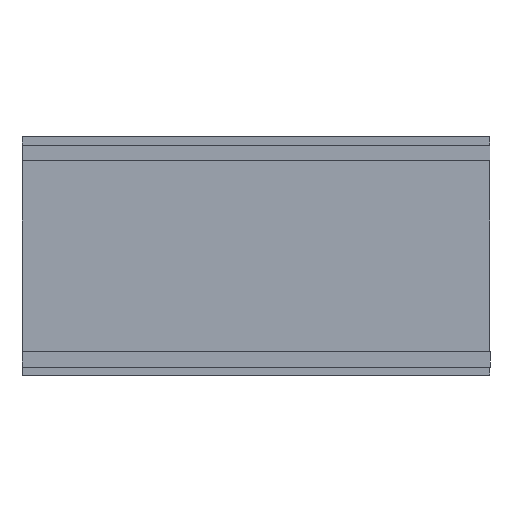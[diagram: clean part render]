
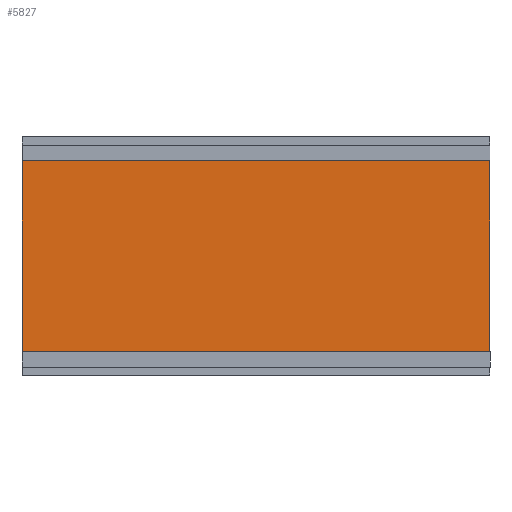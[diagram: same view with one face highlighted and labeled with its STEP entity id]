
A CAD part, front view. The second image highlights one B-rep face of the part: STEP entity #5827.
In plain terms, the highlighted planar face has unit normal (0, -1, 0).
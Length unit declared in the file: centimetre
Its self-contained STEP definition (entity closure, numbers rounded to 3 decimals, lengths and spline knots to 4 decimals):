
#49=FACE_OUTER_BOUND('',#363,.T.);
#363=EDGE_LOOP('',(#3846,#3847,#3848,#3849));
#716=LINE('',#7983,#1565);
#725=LINE('',#8000,#1574);
#726=LINE('',#8002,#1575);
#727=LINE('',#8003,#1576);
#1565=VECTOR('',#6493,1.);
#1574=VECTOR('',#6508,1.);
#1575=VECTOR('',#6509,1.);
#1576=VECTOR('',#6510,1.);
#2403=VERTEX_POINT('',#7961);
#2408=VERTEX_POINT('',#7972);
#2416=VERTEX_POINT('',#7999);
#2417=VERTEX_POINT('',#8001);
#2978=EDGE_CURVE('',#2403,#2408,#716,.T.);
#2987=EDGE_CURVE('',#2416,#2408,#725,.T.);
#2988=EDGE_CURVE('',#2417,#2416,#726,.T.);
#2989=EDGE_CURVE('',#2403,#2417,#727,.T.);
#3846=ORIENTED_EDGE('',*,*,#2978,.T.);
#3847=ORIENTED_EDGE('',*,*,#2987,.F.);
#3848=ORIENTED_EDGE('',*,*,#2988,.F.);
#3849=ORIENTED_EDGE('',*,*,#2989,.F.);
#5513=PLANE('',#6155);
#5827=ADVANCED_FACE('',(#49),#5513,.F.);
#6155=AXIS2_PLACEMENT_3D('',#7998,#6506,#6507);
#6493=DIRECTION('',(0.,0.,1.));
#6506=DIRECTION('center_axis',(0.,1.,0.));
#6507=DIRECTION('ref_axis',(0.,0.,1.));
#6508=DIRECTION('',(1.,0.,0.));
#6509=DIRECTION('',(0.,0.,1.));
#6510=DIRECTION('',(-1.,0.,0.));
#7961=CARTESIAN_POINT('',(7.7222,6.6,-9.));
#7972=CARTESIAN_POINT('',(7.7222,6.6,2.6259));
#7983=CARTESIAN_POINT('',(7.7222,6.6,2.0623));
#7998=CARTESIAN_POINT('Origin',(-6.2678,6.6,2.0623));
#7999=CARTESIAN_POINT('',(-20.7678,6.6,2.6259));
#8000=CARTESIAN_POINT('',(-6.3856,6.6,2.6259));
#8001=CARTESIAN_POINT('',(-20.7678,6.6,-9.));
#8002=CARTESIAN_POINT('',(-20.7678,6.6,2.0623));
#8003=CARTESIAN_POINT('',(-6.3839,6.6,-9.));
